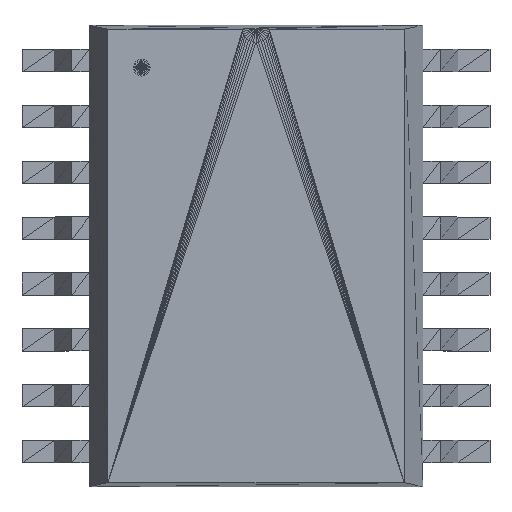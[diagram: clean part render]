
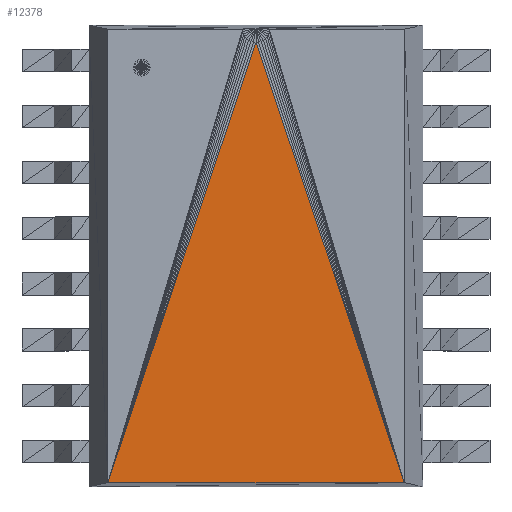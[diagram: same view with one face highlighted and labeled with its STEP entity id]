
A CAD part, top view. The second image highlights one B-rep face of the part: STEP entity #12378.
In plain terms, the highlighted planar face has unit normal (0, 0, -1).
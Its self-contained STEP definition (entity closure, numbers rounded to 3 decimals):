
#1143=VERTEX_POINT('',#17269);
#1144=VERTEX_POINT('',#17270);
#1145=VERTEX_POINT('',#17272);
#3174=VECTOR('',#14148,1.);
#3175=VECTOR('',#14149,1.);
#3176=VECTOR('',#14150,1.);
#5205=LINE('',#17268,#3174);
#5206=LINE('',#17271,#3175);
#5207=LINE('',#17273,#3176);
#7236=EDGE_CURVE('',#1143,#1144,#5205,.T.);
#7237=EDGE_CURVE('',#1145,#1143,#5206,.T.);
#7238=EDGE_CURVE('',#1144,#1145,#5207,.T.);
#9267=ORIENTED_EDGE('',*,*,#7236,.F.);
#9268=ORIENTED_EDGE('',*,*,#7237,.F.);
#9269=ORIENTED_EDGE('',*,*,#7238,.F.);
#11024=EDGE_LOOP('',(#9267,#9268,#9269));
#11701=FACE_BOUND('',#11024,.T.);
#12378=ADVANCED_FACE('',(#11701),#13055,.T.);
#13055=PLANE('',#21185);
#14147=DIRECTION('',(0.,0.,-1.));
#14148=DIRECTION('',(-0.319,0.948,0.));
#14149=DIRECTION('',(-0.319,-0.948,0.));
#14150=DIRECTION('',(1.,0.,0.));
#17267=CARTESIAN_POINT('',(3.368,-5.157,2.642));
#17268=CARTESIAN_POINT('',(0.,4.852,2.642));
#17269=CARTESIAN_POINT('',(0.,4.852,2.642));
#17270=CARTESIAN_POINT('',(3.368,-5.157,2.642));
#17271=CARTESIAN_POINT('',(-3.368,-5.157,2.642));
#17272=CARTESIAN_POINT('',(-3.368,-5.157,2.642));
#17273=CARTESIAN_POINT('',(3.368,-5.157,2.642));
#21185=AXIS2_PLACEMENT_3D('',#17267,#14147,$);
